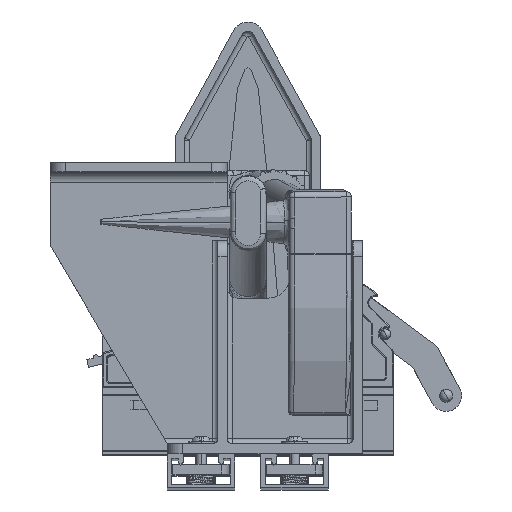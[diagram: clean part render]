
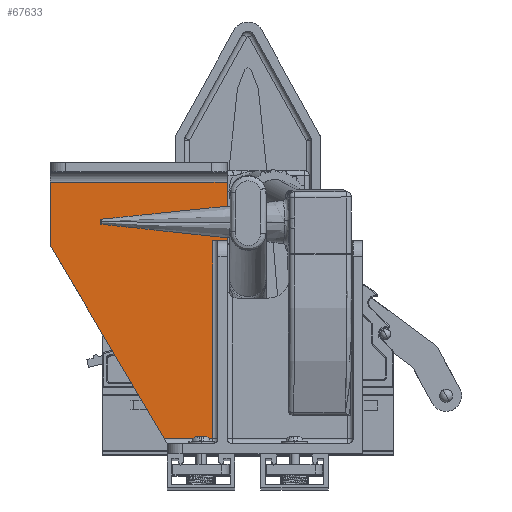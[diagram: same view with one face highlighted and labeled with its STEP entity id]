
A CAD part, top view. The second image highlights one B-rep face of the part: STEP entity #67633.
In plain terms, the highlighted planar face has unit normal (0, 0, 1).
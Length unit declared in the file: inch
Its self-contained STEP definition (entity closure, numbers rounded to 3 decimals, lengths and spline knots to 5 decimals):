
#4311 = EDGE_CURVE ( 'NONE', #25606, #25609, #24641, .T. ) ;
#10963 = AXIS2_PLACEMENT_3D ( 'NONE', #55287, #55299, #55300 ) ;
#14211 = ORIENTED_EDGE ( 'NONE', *, *, #35935, .T. ) ;
#14212 = ORIENTED_EDGE ( 'NONE', *, *, #35937, .F. ) ;
#14214 = ORIENTED_EDGE ( 'NONE', *, *, #4311, .T. ) ;
#14215 = ORIENTED_EDGE ( 'NONE', *, *, #35925, .T. ) ;
#14217 = ORIENTED_EDGE ( 'NONE', *, *, #35932, .T. ) ;
#14219 = ORIENTED_EDGE ( 'NONE', *, *, #35930, .T. ) ;
#14302 = ORIENTED_EDGE ( 'NONE', *, *, #35928, .T. ) ;
#14770 = LINE ( 'NONE', #16587, #14808 ) ;
#14808 = VECTOR ( 'NONE', #16588, 39.37008 ) ;
#14810 = LINE ( 'NONE', #16589, #14811 ) ;
#14811 = VECTOR ( 'NONE', #16590, 39.37008 ) ;
#14812 = LINE ( 'NONE', #16591, #14813 ) ;
#14813 = VECTOR ( 'NONE', #16592, 39.37008 ) ;
#14814 = LINE ( 'NONE', #16593, #14815 ) ;
#14815 = VECTOR ( 'NONE', #16594, 39.37008 ) ;
#14816 = LINE ( 'NONE', #16595, #14817 ) ;
#14817 = VECTOR ( 'NONE', #16596, 39.37008 ) ;
#14818 = LINE ( 'NONE', #16598, #14819 ) ;
#14819 = VECTOR ( 'NONE', #16599, 39.37008 ) ;
#16587 = CARTESIAN_POINT ( 'NONE',  ( -2.34375, 6.53175, 0.45 ) ) ;
#16588 = DIRECTION ( 'NONE',  ( -1., 0., 0. ) ) ;
#16589 = CARTESIAN_POINT ( 'NONE',  ( -0.90625, 3.75, 0.45 ) ) ;
#16590 = DIRECTION ( 'NONE',  ( 0., 1., 0. ) ) ;
#16591 = CARTESIAN_POINT ( 'NONE',  ( -5.15625, 5.01, 0.45 ) ) ;
#16592 = DIRECTION ( 'NONE',  ( 0.508, -0.861, 0. ) ) ;
#16593 = CARTESIAN_POINT ( 'NONE',  ( -2.34375, 0.37, 0.45 ) ) ;
#16594 = DIRECTION ( 'NONE',  ( 1., 0., 0. ) ) ;
#16595 = CARTESIAN_POINT ( 'NONE',  ( -1.2495, 7., 0.45 ) ) ;
#16596 = DIRECTION ( 'NONE',  ( 0., 1., 0. ) ) ;
#16598 = CARTESIAN_POINT ( 'NONE',  ( -1.1245, 5.125, 0.45 ) ) ;
#16599 = DIRECTION ( 'NONE',  ( -1., 0., 0. ) ) ;
#18935 = FACE_OUTER_BOUND ( 'NONE', #24743, .T. ) ;
#24641 = LINE ( 'NONE', #28436, #34266 ) ;
#24743 = EDGE_LOOP ( 'NONE', ( #14302, #14215, #14214, #14219, #14217, #14211, #14212 ) ) ;
#25601 = VERTEX_POINT ( 'NONE', #43480 ) ;
#25603 = VERTEX_POINT ( 'NONE', #43484 ) ;
#25606 = VERTEX_POINT ( 'NONE', #43490 ) ;
#25609 = VERTEX_POINT ( 'NONE', #43494 ) ;
#25612 = VERTEX_POINT ( 'NONE', #43498 ) ;
#27706 = VERTEX_POINT ( 'NONE', #49113 ) ;
#27709 = VERTEX_POINT ( 'NONE', #49127 ) ;
#28436 = CARTESIAN_POINT ( 'NONE',  ( -5.15625, 7., 0.45 ) ) ;
#28441 = DIRECTION ( 'NONE',  ( 0., -1., 0. ) ) ;
#34266 = VECTOR ( 'NONE', #28441, 39.37008 ) ;
#35925 = EDGE_CURVE ( 'NONE', #25603, #25606, #14770, .T. ) ;
#35928 = EDGE_CURVE ( 'NONE', #25601, #25603, #14810, .T. ) ;
#35930 = EDGE_CURVE ( 'NONE', #25609, #25612, #14812, .T. ) ;
#35932 = EDGE_CURVE ( 'NONE', #25612, #27706, #14814, .T. ) ;
#35935 = EDGE_CURVE ( 'NONE', #27706, #27709, #14816, .T. ) ;
#35937 = EDGE_CURVE ( 'NONE', #25601, #27709, #14818, .T. ) ;
#43480 = CARTESIAN_POINT ( 'NONE',  ( -0.90625, 5.125, 0.45 ) ) ;
#43484 = CARTESIAN_POINT ( 'NONE',  ( -0.90625, 6.53175, 0.45 ) ) ;
#43490 = CARTESIAN_POINT ( 'NONE',  ( -5.15625, 6.53175, 0.45 ) ) ;
#43494 = CARTESIAN_POINT ( 'NONE',  ( -5.15625, 5.01, 0.45 ) ) ;
#43498 = CARTESIAN_POINT ( 'NONE',  ( -2.41753, 0.37, 0.45 ) ) ;
#49113 = CARTESIAN_POINT ( 'NONE',  ( -1.2495, 0.37, 0.45 ) ) ;
#49127 = CARTESIAN_POINT ( 'NONE',  ( -1.2495, 5.125, 0.45 ) ) ;
#55287 = CARTESIAN_POINT ( 'NONE',  ( -2.34375, 7., 0.45 ) ) ;
#55294 = PLANE ( 'NONE',  #10963 ) ;
#55299 = DIRECTION ( 'NONE',  ( 0., 0., 1. ) ) ;
#55300 = DIRECTION ( 'NONE',  ( 1., 0., 0. ) ) ;
#67633 = ADVANCED_FACE ( 'NONE', ( #18935 ), #55294, .T. ) ;
